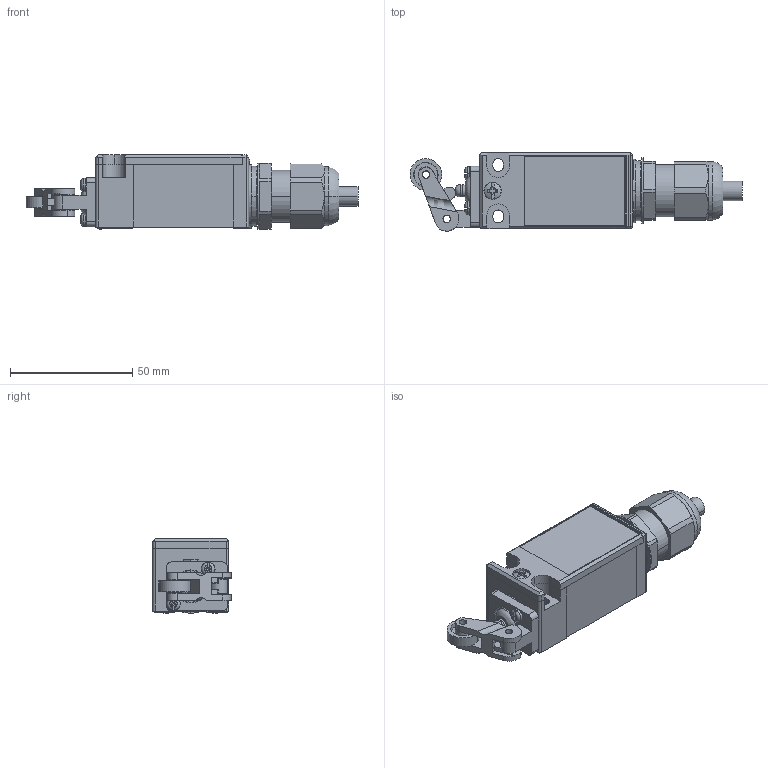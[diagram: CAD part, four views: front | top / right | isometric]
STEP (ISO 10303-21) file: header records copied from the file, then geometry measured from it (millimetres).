
FILE_DESCRIPTION (( 'STEP AP203' ), '1' );
FILE_NAME ('8060-1-_-AR-ap203.STEP', '2012-10-22T11:52:25', ( 'Admin' ), ( 'R. STAHL AG' ), 'SwSTEP 2.0', 'SolidWorks 2012', '' );
FILE_SCHEMA (( 'CONFIG_CONTROL_DESIGN' ));
Length unit declared in the file: millimetre
Products named in the file (23): 8060-1-_-AR-ap203; 371_647_0_Eingebaut mit Rahmen 8060; 80_609_01_15_0; 371_664_0_3d export; 371_664_3; 371_664_2; 80_609_01_90_0; 371_664_1; 80_709_01_87_0_Eingebaut in 8060; 506_534_0; 80_609_07_26_0; 80_609_02_10_0; 506_831_0; 502_786_0; 80_609_01_95_0_montiert in 80_600_06_76_0; 80_609_01_05_0_3d export; 81_610_77_01_0_Vereinfacht; Staubschutzkappe_M20; Anschlussgewindedichtung_M20; 81_610_77_01_0_Hutmutter_Vereinfacht; 81_610_77_01_0_Dichtung; 81_610_77_01_0_Stutzen_Vereinfacht; 80_609_04_04_0_3d export
Assembly tree (23 placements, depth 3):
  8060-1-_-AR-ap203
    80_609_04_04_0_3d export
    81_610_77_01_0_Vereinfacht
      81_610_77_01_0_Stutzen_Vereinfacht
      81_610_77_01_0_Dichtung
      81_610_77_01_0_Hutmutter_Vereinfacht
      Anschlussgewindedichtung_M20
      Staubschutzkappe_M20
    80_609_01_05_0_3d export
    80_609_01_95_0_montiert in 80_600_06_76_0
    502_786_0
    506_831_0
    80_609_02_10_0
    80_609_07_26_0
    506_534_0
    80_709_01_87_0_Eingebaut in 8060
    371_664_0_3d export
      371_664_1
      80_609_01_90_0  x2
      371_664_2
      371_664_3
    80_609_01_15_0
    371_647_0_Eingebaut mit Rahmen 8060
Bounding box: 135.89 x 32 x 30.5 mm (x, y, z)
Volume: 43831.9 mm3; surface area: 40062.1 mm2
Topology: 23 solids, 25 shells, 1666 faces, 4300 edges, 2744 vertices
Faces by surface type: plane 922, cylinder 321, bspline 181, cone 121, torus 102, sphere 19
Entity records: 60479 total; most frequent: CARTESIAN_POINT 19817, ORIENTED_EDGE 8218, DIRECTION 7477, EDGE_CURVE 4109, VERTEX_POINT 2640, LINE 2579, VECTOR 2579, AXIS2_PLACEMENT_3D 2449
